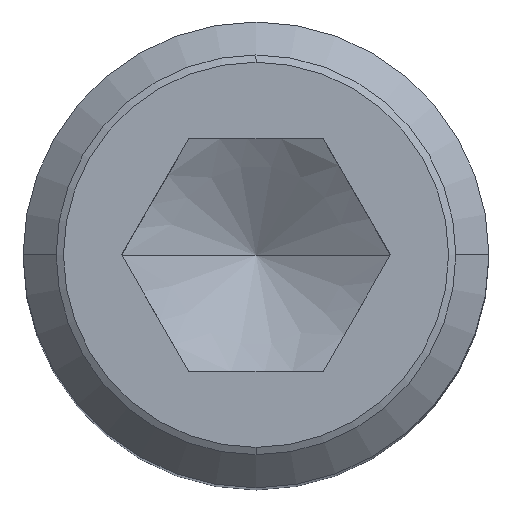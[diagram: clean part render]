
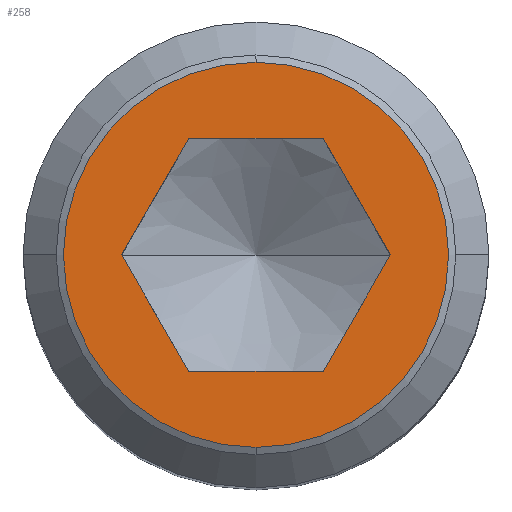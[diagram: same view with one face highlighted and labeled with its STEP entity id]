
A CAD part, top view. The second image highlights one B-rep face of the part: STEP entity #258.
In plain terms, the highlighted planar face has unit normal (0, 0, 1).
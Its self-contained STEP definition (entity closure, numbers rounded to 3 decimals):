
#148=VERTEX_POINT('',#378);
#172=VERTEX_POINT('',#406);
#186=EDGE_CURVE('',#172,#242,#424,.T.);
#190=EDGE_CURVE('',#304,#234,#428,.T.);
#226=EDGE_CURVE('',#234,#274,#466,.T.);
#234=VERTEX_POINT('',#474);
#242=VERTEX_POINT('',#484);
#258=ADVANCED_FACE('',(#502,#503),#504,.T.);
#262=EDGE_CURVE('',#274,#344,#508,.T.);
#274=VERTEX_POINT('',#521);
#296=EDGE_CURVE('',#326,#304,#543,.T.);
#304=VERTEX_POINT('',#552);
#310=EDGE_CURVE('',#242,#172,#558,.T.);
#314=EDGE_CURVE('',#148,#326,#563,.T.);
#326=VERTEX_POINT('',#576);
#334=EDGE_CURVE('',#344,#148,#586,.T.);
#344=VERTEX_POINT('',#597);
#378=CARTESIAN_POINT('',(0.722,-1.25,0.));
#406=CARTESIAN_POINT('',(0.,-2.067,0.));
#424=CIRCLE('',#679,2.067);
#428=LINE('',#684,#685);
#466=LINE('',#749,#750);
#474=CARTESIAN_POINT('',(-0.722,1.25,0.));
#484=CARTESIAN_POINT('',(0.,2.067,0.));
#502=FACE_BOUND('',#818,.T.);
#503=FACE_OUTER_BOUND('',#819,.T.);
#504=PLANE('',#820);
#508=LINE('',#827,#828);
#521=CARTESIAN_POINT('',(0.722,1.25,0.));
#543=LINE('',#892,#893);
#552=CARTESIAN_POINT('',(-1.443,0.0,0.));
#558=CIRCLE('',#913,2.067);
#563=LINE('',#919,#920);
#576=CARTESIAN_POINT('',(-0.722,-1.25,0.));
#586=LINE('',#950,#951);
#597=CARTESIAN_POINT('',(1.443,0.0,0.));
#679=AXIS2_PLACEMENT_3D('',#1062,#1063,#1064);
#684=CARTESIAN_POINT('',(-0.902,0.938,0.));
#685=VECTOR('',#1065,1.0);
#749=CARTESIAN_POINT('',(0.361,1.25,0.));
#750=VECTOR('',#1099,1.0);
#818=EDGE_LOOP('',(#1140,#1141,#1142,#1143,#1144,#1145));
#819=EDGE_LOOP('',(#1146,#1147));
#820=AXIS2_PLACEMENT_3D('',#1148,#1149,#1150);
#827=CARTESIAN_POINT('',(1.263,0.313,0.));
#828=VECTOR('',#1152,1.0);
#892=CARTESIAN_POINT('',(-1.263,-0.312,0.));
#893=VECTOR('',#1175,1.0);
#913=AXIS2_PLACEMENT_3D('',#1186,#1187,#1188);
#919=CARTESIAN_POINT('',(-0.361,-1.25,0.));
#920=VECTOR('',#1197,1.0);
#950=CARTESIAN_POINT('',(0.902,-0.937,0.));
#951=VECTOR('',#1229,1.0);
#1062=CARTESIAN_POINT('',(0.,0.,0.));
#1063=DIRECTION('',(0.0,0.0,1.0));
#1064=DIRECTION('',(0.,1.0,0.0));
#1065=DIRECTION('',(0.5,0.866,0.));
#1099=DIRECTION('',(1.0,0.0,0.0));
#1140=ORIENTED_EDGE('',*,*,#296,.T.);
#1141=ORIENTED_EDGE('',*,*,#190,.T.);
#1142=ORIENTED_EDGE('',*,*,#226,.T.);
#1143=ORIENTED_EDGE('',*,*,#262,.T.);
#1144=ORIENTED_EDGE('',*,*,#334,.T.);
#1145=ORIENTED_EDGE('',*,*,#314,.T.);
#1146=ORIENTED_EDGE('',*,*,#310,.T.);
#1147=ORIENTED_EDGE('',*,*,#186,.T.);
#1148=CARTESIAN_POINT('',(-1.772,0.,0.));
#1149=DIRECTION('',(0.0,0.0,1.0));
#1150=DIRECTION('',(-1.0,0.,0.0));
#1152=DIRECTION('',(0.5,-0.866,0.));
#1175=DIRECTION('',(-0.5,0.866,0.));
#1186=CARTESIAN_POINT('',(0.,0.,0.));
#1187=DIRECTION('',(0.0,0.0,1.0));
#1188=DIRECTION('',(0.,1.0,0.0));
#1197=DIRECTION('',(-1.0,0.0,0.0));
#1229=DIRECTION('',(-0.5,-0.866,0.));
